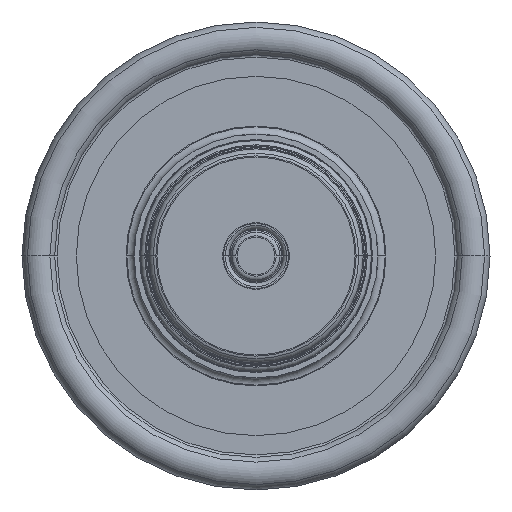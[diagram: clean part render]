
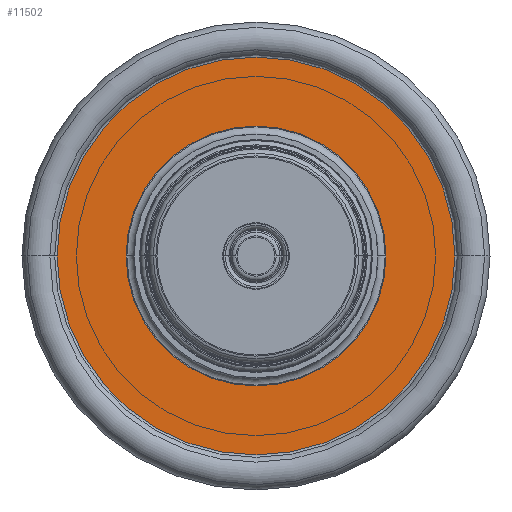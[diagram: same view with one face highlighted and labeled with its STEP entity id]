
A CAD part, front view. The second image highlights one B-rep face of the part: STEP entity #11502.
In plain terms, the highlighted face is planar.
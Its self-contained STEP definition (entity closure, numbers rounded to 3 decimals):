
#8680=CARTESIAN_POINT('',(0.,15.2,0.));
#8681=DIRECTION('',(0.,-1.,0.));
#8682=DIRECTION('',(1.,0.,0.));
#8683=AXIS2_PLACEMENT_3D('',#8680,#8681,#8682);
#8688=CARTESIAN_POINT('',(0.,15.2,0.));
#8689=DIRECTION('',(0.,-1.,0.));
#8690=DIRECTION('',(-1.,0.,0.));
#8691=AXIS2_PLACEMENT_3D('',#8688,#8689,#8690);
#8696=CARTESIAN_POINT('',(0.,15.2,0.));
#8697=DIRECTION('',(0.,1.,0.));
#8698=DIRECTION('',(-1.,0.,0.));
#8699=AXIS2_PLACEMENT_3D('',#8696,#8697,#8698);
#8704=CARTESIAN_POINT('',(0.,15.2,0.));
#8705=DIRECTION('',(0.,1.,0.));
#8706=DIRECTION('',(1.,0.,0.));
#8707=AXIS2_PLACEMENT_3D('',#8704,#8705,#8706);
#9801=CARTESIAN_POINT('',(24.05,15.2,0.));
#9802=CARTESIAN_POINT('',(-24.05,15.2,0.));
#9803=VERTEX_POINT('',#9801);
#9804=VERTEX_POINT('',#9802);
#9805=CARTESIAN_POINT('',(36.814,15.2,0.));
#9806=CARTESIAN_POINT('',(-36.814,15.2,0.));
#9807=VERTEX_POINT('',#9805);
#9808=VERTEX_POINT('',#9806);
#11486=CARTESIAN_POINT('',(0.,15.2,0.));
#11487=DIRECTION('',(0.,1.,0.));
#11488=DIRECTION('',(1.,0.,0.));
#11489=AXIS2_PLACEMENT_3D('',#11486,#11487,#11488);
#11490=PLANE('',#11489);
#11492=ORIENTED_EDGE('',*,*,#11491,.T.);
#11494=ORIENTED_EDGE('',*,*,#11493,.T.);
#11495=EDGE_LOOP('',(#11492,#11494));
#11496=FACE_OUTER_BOUND('',#11495,.F.);
#11498=ORIENTED_EDGE('',*,*,#11497,.T.);
#11499=ORIENTED_EDGE('',*,*,#11476,.T.);
#11500=EDGE_LOOP('',(#11498,#11499));
#11501=FACE_BOUND('',#11500,.F.);
#8684=CIRCLE('',#8683,36.814);
#8692=CIRCLE('',#8691,36.814);
#8700=CIRCLE('',#8699,24.05);
#8708=CIRCLE('',#8707,24.05);
#11476=EDGE_CURVE('',#9803,#9804,#8708,.T.);
#11491=EDGE_CURVE('',#9807,#9808,#8684,.T.);
#11493=EDGE_CURVE('',#9808,#9807,#8692,.T.);
#11497=EDGE_CURVE('',#9804,#9803,#8700,.T.);
#11502=ADVANCED_FACE('',(#11496,#11501),#11490,.T.);
